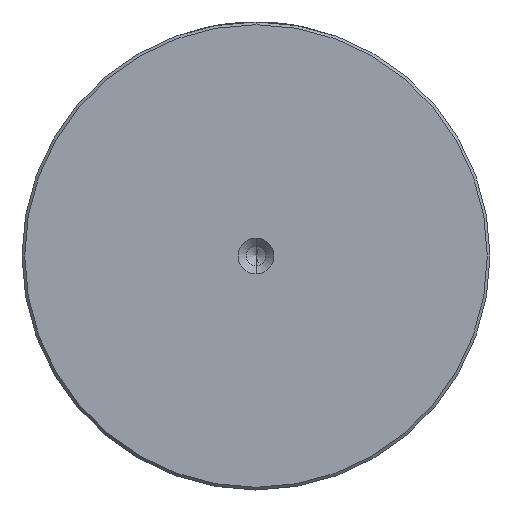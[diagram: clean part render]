
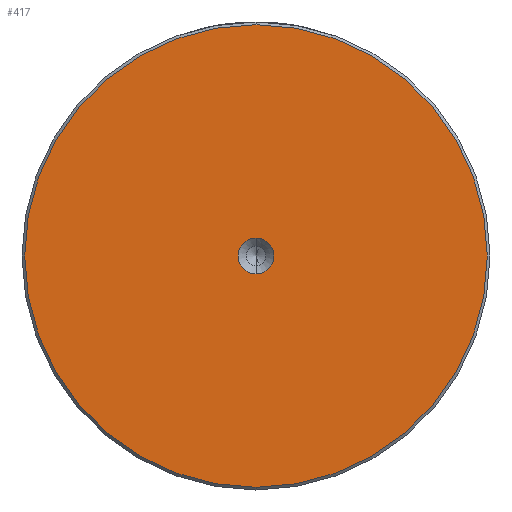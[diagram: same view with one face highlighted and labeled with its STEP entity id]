
A CAD part, left-side view. The second image highlights one B-rep face of the part: STEP entity #417.
In plain terms, the highlighted planar face has unit normal (-1, 0, 0).
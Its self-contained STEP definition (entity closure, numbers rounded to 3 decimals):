
#106 = AXIS2_PLACEMENT_3D ( 'NONE', #304, #217, #149 ) ;
#149 = DIRECTION ( 'NONE',  ( 0., 0., 1. ) ) ;
#157 = AXIS2_PLACEMENT_3D ( 'NONE', #2075, #1505, #3348 ) ;
#211 = CARTESIAN_POINT ( 'NONE',  ( 0., 0., 3.3 ) ) ;
#217 = DIRECTION ( 'NONE',  ( -1., 0., 0. ) ) ;
#236 = AXIS2_PLACEMENT_3D ( 'NONE', #1550, #3389, #1818 ) ;
#304 = CARTESIAN_POINT ( 'NONE',  ( 0., 0., 0. ) ) ;
#345 = EDGE_CURVE ( 'NONE', #793, #1860, #1284, .T. ) ;
#360 = PLANE ( 'NONE',  #106 ) ;
#375 = CARTESIAN_POINT ( 'NONE',  ( 0., 0., 0. ) ) ;
#417 = ADVANCED_FACE ( 'NONE', ( #2457, #1107 ), #360, .T. ) ;
#552 = CIRCLE ( 'NONE', #236, 3.3 ) ;
#658 = DIRECTION ( 'NONE',  ( 0., 0., 1. ) ) ;
#782 = ORIENTED_EDGE ( 'NONE', *, *, #865, .T. ) ;
#793 = VERTEX_POINT ( 'NONE', #2011 ) ;
#802 = DIRECTION ( 'NONE',  ( 0., 0., 1. ) ) ;
#816 = CARTESIAN_POINT ( 'NONE',  ( 0., 0., 0. ) ) ;
#844 = DIRECTION ( 'NONE',  ( -1., 0., 0. ) ) ;
#865 = EDGE_CURVE ( 'NONE', #2909, #1782, #2452, .T. ) ;
#971 = ORIENTED_EDGE ( 'NONE', *, *, #345, .F. ) ;
#1107 = FACE_BOUND ( 'NONE', #1968, .T. ) ;
#1284 = CIRCLE ( 'NONE', #2529, 3.3 ) ;
#1505 = DIRECTION ( 'NONE',  ( -1., 0., 0. ) ) ;
#1540 = CARTESIAN_POINT ( 'NONE',  ( 0., 0., 42.5 ) ) ;
#1550 = CARTESIAN_POINT ( 'NONE',  ( 0., 0., 0. ) ) ;
#1782 = VERTEX_POINT ( 'NONE', #2668 ) ;
#1818 = DIRECTION ( 'NONE',  ( 0., 0., 1. ) ) ;
#1860 = VERTEX_POINT ( 'NONE', #211 ) ;
#1968 = EDGE_LOOP ( 'NONE', ( #3360, #971 ) ) ;
#2011 = CARTESIAN_POINT ( 'NONE',  ( 0., 0., -3.3 ) ) ;
#2075 = CARTESIAN_POINT ( 'NONE',  ( 0., 0., 0. ) ) ;
#2122 = CIRCLE ( 'NONE', #3048, 42.5 ) ;
#2206 = EDGE_CURVE ( 'NONE', #1782, #2909, #2122, .T. ) ;
#2298 = DIRECTION ( 'NONE',  ( -1., 0., 0. ) ) ;
#2419 = EDGE_LOOP ( 'NONE', ( #2831, #782 ) ) ;
#2452 = CIRCLE ( 'NONE', #157, 42.5 ) ;
#2457 = FACE_OUTER_BOUND ( 'NONE', #2419, .T. ) ;
#2529 = AXIS2_PLACEMENT_3D ( 'NONE', #816, #844, #802 ) ;
#2668 = CARTESIAN_POINT ( 'NONE',  ( 0., 0., -42.5 ) ) ;
#2831 = ORIENTED_EDGE ( 'NONE', *, *, #2206, .T. ) ;
#2909 = VERTEX_POINT ( 'NONE', #1540 ) ;
#3048 = AXIS2_PLACEMENT_3D ( 'NONE', #375, #2298, #658 ) ;
#3278 = EDGE_CURVE ( 'NONE', #1860, #793, #552, .T. ) ;
#3348 = DIRECTION ( 'NONE',  ( 0., 0., 1. ) ) ;
#3360 = ORIENTED_EDGE ( 'NONE', *, *, #3278, .F. ) ;
#3389 = DIRECTION ( 'NONE',  ( -1., 0., 0. ) ) ;
